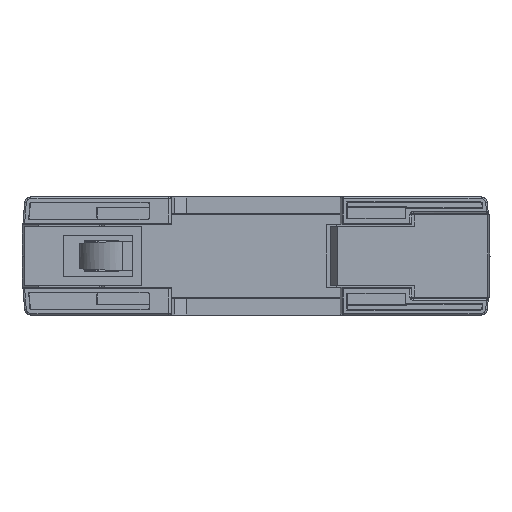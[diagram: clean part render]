
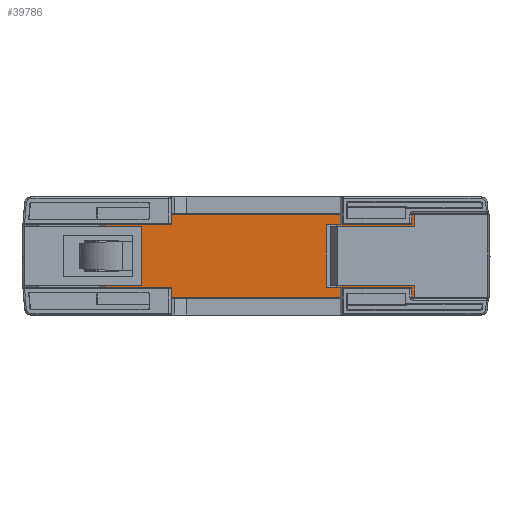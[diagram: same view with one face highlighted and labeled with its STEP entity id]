
A CAD part, front view. The second image highlights one B-rep face of the part: STEP entity #39786.
In plain terms, the highlighted planar face has unit normal (0, -1, 0).
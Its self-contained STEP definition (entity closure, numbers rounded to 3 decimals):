
#39435 = EDGE_CURVE ( 'NONE', #39509, #39511, #65937, .T. ) ;
#39509 = VERTEX_POINT ( 'NONE', #66068 ) ;
#39510 = VERTEX_POINT ( 'NONE', #66072 ) ;
#39511 = VERTEX_POINT ( 'NONE', #66071 ) ;
#39560 = EDGE_CURVE ( 'NONE', #39510, #39509, #66099, .T. ) ;
#39584 = EDGE_CURVE ( 'NONE', #39677, #39707, #66135, .T. ) ;
#39670 = EDGE_CURVE ( 'NONE', #39707, #39785, #66171, .T. ) ;
#39675 = VERTEX_POINT ( 'NONE', #66173 ) ;
#39677 = VERTEX_POINT ( 'NONE', #66217 ) ;
#39691 = VERTEX_POINT ( 'NONE', #66215 ) ;
#39692 = EDGE_CURVE ( 'NONE', #39771, #39675, #66209, .T. ) ;
#39698 = EDGE_CURVE ( 'NONE', #39675, #39691, #66167, .T. ) ;
#39699 = EDGE_CURVE ( 'NONE', #39511, #39771, #66202, .T. ) ;
#39707 = VERTEX_POINT ( 'NONE', #66249 ) ;
#39711 = EDGE_LOOP ( 'NONE', ( #39791, #39901, #39796, #39787, #39813, #39794, #39788, #39823, #39810, #39751, #39824, #39742, #39736, #39754, #39721, #39723 ) ) ;
#39714 = EDGE_CURVE ( 'NONE', #39741, #39769, #66246, .T. ) ;
#39720 = EDGE_CURVE ( 'NONE', #39857, #39820, #66245, .T. ) ;
#39721 = ORIENTED_EDGE ( 'NONE', *, *, #39560, .F. ) ;
#39723 = ORIENTED_EDGE ( 'NONE', *, *, #39782, .F. ) ;
#39731 = EDGE_CURVE ( 'NONE', #39785, #39738, #66227, .T. ) ;
#39736 = ORIENTED_EDGE ( 'NONE', *, *, #39699, .F. ) ;
#39738 = VERTEX_POINT ( 'NONE', #66224 ) ;
#39741 = VERTEX_POINT ( 'NONE', #66235 ) ;
#39742 = ORIENTED_EDGE ( 'NONE', *, *, #39692, .F. ) ;
#39751 = ORIENTED_EDGE ( 'NONE', *, *, #39826, .T. ) ;
#39754 = ORIENTED_EDGE ( 'NONE', *, *, #39435, .F. ) ;
#39767 = EDGE_CURVE ( 'NONE', #39769, #39677, #66244, .T. ) ;
#39769 = VERTEX_POINT ( 'NONE', #66027 ) ;
#39771 = VERTEX_POINT ( 'NONE', #65986 ) ;
#39780 = VERTEX_POINT ( 'NONE', #66259 ) ;
#39782 = EDGE_CURVE ( 'NONE', #39780, #39510, #65567, .T. ) ;
#39785 = VERTEX_POINT ( 'NONE', #66303 ) ;
#39786 = ADVANCED_FACE ( 'NONE', ( #66302 ), #66301, .F. ) ;
#39787 = ORIENTED_EDGE ( 'NONE', *, *, #39731, .F. ) ;
#39788 = ORIENTED_EDGE ( 'NONE', *, *, #39767, .F. ) ;
#39791 = ORIENTED_EDGE ( 'NONE', *, *, #39917, .F. ) ;
#39793 = EDGE_CURVE ( 'NONE', #39857, #39738, #66300, .T. ) ;
#39794 = ORIENTED_EDGE ( 'NONE', *, *, #39584, .F. ) ;
#39796 = ORIENTED_EDGE ( 'NONE', *, *, #39793, .T. ) ;
#39808 = VERTEX_POINT ( 'NONE', #66293 ) ;
#39810 = ORIENTED_EDGE ( 'NONE', *, *, #39822, .T. ) ;
#39813 = ORIENTED_EDGE ( 'NONE', *, *, #39670, .F. ) ;
#39820 = VERTEX_POINT ( 'NONE', #66286 ) ;
#39822 = EDGE_CURVE ( 'NONE', #39741, #39808, #66281, .T. ) ;
#39823 = ORIENTED_EDGE ( 'NONE', *, *, #39714, .F. ) ;
#39824 = ORIENTED_EDGE ( 'NONE', *, *, #39698, .F. ) ;
#39826 = EDGE_CURVE ( 'NONE', #39808, #39691, #66332, .T. ) ;
#39857 = VERTEX_POINT ( 'NONE', #66319 ) ;
#39901 = ORIENTED_EDGE ( 'NONE', *, *, #39720, .F. ) ;
#39917 = EDGE_CURVE ( 'NONE', #39820, #39780, #66354, .T. ) ;
#65567 = LINE ( 'NONE', #65771, #65781 ) ;
#65771 = CARTESIAN_POINT ( 'NONE',  ( -29.14, 5.05, -0.005 ) ) ;
#65780 = DIRECTION ( 'NONE',  ( 0., 0., 1. ) ) ;
#65781 = VECTOR ( 'NONE', #65780, 1000. ) ;
#65937 = LINE ( 'NONE', #65969, #65967 ) ;
#65966 = DIRECTION ( 'NONE',  ( 0., 0., 1. ) ) ;
#65967 = VECTOR ( 'NONE', #65966, 1000. ) ;
#65969 = CARTESIAN_POINT ( 'NONE',  ( -21.94, 5.05, -0.005 ) ) ;
#65986 = CARTESIAN_POINT ( 'NONE',  ( -29.14, 5.05, 5.745 ) ) ;
#66027 = CARTESIAN_POINT ( 'NONE',  ( 16.216, 5.05, 6.02 ) ) ;
#66068 = CARTESIAN_POINT ( 'NONE',  ( -21.94, 5.05, -5.755 ) ) ;
#66071 = CARTESIAN_POINT ( 'NONE',  ( -21.94, 5.05, 5.745 ) ) ;
#66072 = CARTESIAN_POINT ( 'NONE',  ( -29.14, 5.05, -5.755 ) ) ;
#66084 = VECTOR ( 'NONE', #66101, 1000. ) ;
#66099 = LINE ( 'NONE', #66102, #66084 ) ;
#66101 = DIRECTION ( 'NONE',  ( 1., 0., 0. ) ) ;
#66102 = CARTESIAN_POINT ( 'NONE',  ( 0.68, 5.05, -5.755 ) ) ;
#66131 = DIRECTION ( 'NONE',  ( 0., 0., -1. ) ) ;
#66132 = VECTOR ( 'NONE', #66131, 1000. ) ;
#66133 = CARTESIAN_POINT ( 'NONE',  ( 13.516, 5.05, -0.005 ) ) ;
#66135 = LINE ( 'NONE', #66133, #66132 ) ;
#66167 = LINE ( 'NONE', #66211, #66218 ) ;
#66168 = DIRECTION ( 'NONE',  ( 1., 0., 0. ) ) ;
#66169 = VECTOR ( 'NONE', #66168, 1000. ) ;
#66170 = CARTESIAN_POINT ( 'NONE',  ( 0.68, 5.05, -6.03 ) ) ;
#66171 = LINE ( 'NONE', #66170, #66169 ) ;
#66173 = CARTESIAN_POINT ( 'NONE',  ( -29.14, 5.05, 7.96 ) ) ;
#66189 = DIRECTION ( 'NONE',  ( 0., 0., -1. ) ) ;
#66192 = CARTESIAN_POINT ( 'NONE',  ( 30.5, 5.05, -0.005 ) ) ;
#66199 = DIRECTION ( 'NONE',  ( -1., 0., 0. ) ) ;
#66200 = VECTOR ( 'NONE', #66199, 1000. ) ;
#66201 = CARTESIAN_POINT ( 'NONE',  ( 0.68, 5.05, 5.745 ) ) ;
#66202 = LINE ( 'NONE', #66201, #66200 ) ;
#66204 = DIRECTION ( 'NONE',  ( 0., 0., 1. ) ) ;
#66205 = VECTOR ( 'NONE', #66204, 1000. ) ;
#66206 = CARTESIAN_POINT ( 'NONE',  ( -29.14, 5.05, -0.005 ) ) ;
#66209 = LINE ( 'NONE', #66206, #66205 ) ;
#66210 = DIRECTION ( 'NONE',  ( 1., 0., 0. ) ) ;
#66211 = CARTESIAN_POINT ( 'NONE',  ( 0.68, 5.05, 7.96 ) ) ;
#66215 = CARTESIAN_POINT ( 'NONE',  ( 30.5, 5.05, 7.96 ) ) ;
#66217 = CARTESIAN_POINT ( 'NONE',  ( 13.516, 5.05, 6.02 ) ) ;
#66218 = VECTOR ( 'NONE', #66210, 1000. ) ;
#66220 = CARTESIAN_POINT ( 'NONE',  ( 16.221, 5.05, -5.735 ) ) ;
#66221 = CARTESIAN_POINT ( 'NONE',  ( 16.216, 5.05, -5.833 ) ) ;
#66222 = CARTESIAN_POINT ( 'NONE',  ( 16.216, 5.05, -5.932 ) ) ;
#66223 = CARTESIAN_POINT ( 'NONE',  ( 16.216, 5.05, -6.03 ) ) ;
#66224 = CARTESIAN_POINT ( 'NONE',  ( 16.221, 5.05, -5.735 ) ) ;
#66227 = B_SPLINE_CURVE_WITH_KNOTS ( 'NONE', 3,
 ( #66223, #66222, #66221, #66220 ),
 .UNSPECIFIED., .F., .F.,
 ( 4, 4 ),
 ( 0., 1. ),
 .UNSPECIFIED. ) ;
#66235 = CARTESIAN_POINT ( 'NONE',  ( 16.221, 5.05, 5.725 ) ) ;
#66237 = CARTESIAN_POINT ( 'NONE',  ( 16.216, 5.05, 6.02 ) ) ;
#66238 = CARTESIAN_POINT ( 'NONE',  ( 16.216, 5.05, 5.922 ) ) ;
#66239 = CARTESIAN_POINT ( 'NONE',  ( 16.216, 5.05, 5.823 ) ) ;
#66240 = CARTESIAN_POINT ( 'NONE',  ( 16.221, 5.05, 5.725 ) ) ;
#66243 = CARTESIAN_POINT ( 'NONE',  ( 0.68, 5.05, 6.02 ) ) ;
#66244 = LINE ( 'NONE', #66243, #66252 ) ;
#66245 = LINE ( 'NONE', #66192, #66247 ) ;
#66246 = B_SPLINE_CURVE_WITH_KNOTS ( 'NONE', 3,
 ( #66240, #66239, #66238, #66237 ),
 .UNSPECIFIED., .F., .F.,
 ( 4, 4 ),
 ( 0., 1. ),
 .UNSPECIFIED. ) ;
#66247 = VECTOR ( 'NONE', #66189, 1000. ) ;
#66249 = CARTESIAN_POINT ( 'NONE',  ( 13.516, 5.05, -6.03 ) ) ;
#66251 = DIRECTION ( 'NONE',  ( -1., 0., 0. ) ) ;
#66252 = VECTOR ( 'NONE', #66251, 1000. ) ;
#66259 = CARTESIAN_POINT ( 'NONE',  ( -29.14, 5.05, -7.97 ) ) ;
#66281 = LINE ( 'NONE', #66336, #66335 ) ;
#66286 = CARTESIAN_POINT ( 'NONE',  ( 30.5, 5.05, -7.97 ) ) ;
#66288 = DIRECTION ( 'NONE',  ( -1., 0., 0. ) ) ;
#66289 = VECTOR ( 'NONE', #66288, 1000. ) ;
#66290 = CARTESIAN_POINT ( 'NONE',  ( 22.38, 5.05, -5.735 ) ) ;
#66293 = CARTESIAN_POINT ( 'NONE',  ( 30.5, 5.05, 5.725 ) ) ;
#66295 = DIRECTION ( 'NONE',  ( 1., 0., 0. ) ) ;
#66296 = DIRECTION ( 'NONE',  ( 0., 1., 0. ) ) ;
#66297 = CARTESIAN_POINT ( 'NONE',  ( -30.406, 5.05, 9.226 ) ) ;
#66298 = AXIS2_PLACEMENT_3D ( 'NONE', #66297, #66296, #66295 ) ;
#66300 = LINE ( 'NONE', #66290, #66289 ) ;
#66301 = PLANE ( 'NONE',  #66298 ) ;
#66302 = FACE_OUTER_BOUND ( 'NONE', #39711, .T. ) ;
#66303 = CARTESIAN_POINT ( 'NONE',  ( 16.216, 5.05, -6.03 ) ) ;
#66319 = CARTESIAN_POINT ( 'NONE',  ( 30.5, 5.05, -5.735 ) ) ;
#66329 = DIRECTION ( 'NONE',  ( 0., 0., 1. ) ) ;
#66330 = VECTOR ( 'NONE', #66329, 1000. ) ;
#66331 = CARTESIAN_POINT ( 'NONE',  ( 30.5, 5.05, 6.843 ) ) ;
#66332 = LINE ( 'NONE', #66331, #66330 ) ;
#66334 = DIRECTION ( 'NONE',  ( 1., 0., 0. ) ) ;
#66335 = VECTOR ( 'NONE', #66334, 1000. ) ;
#66336 = CARTESIAN_POINT ( 'NONE',  ( 22.38, 5.05, 5.725 ) ) ;
#66353 = CARTESIAN_POINT ( 'NONE',  ( 0.68, 5.05, -7.97 ) ) ;
#66354 = LINE ( 'NONE', #66353, #66379 ) ;
#66378 = DIRECTION ( 'NONE',  ( -1., 0., 0. ) ) ;
#66379 = VECTOR ( 'NONE', #66378, 1000. ) ;
